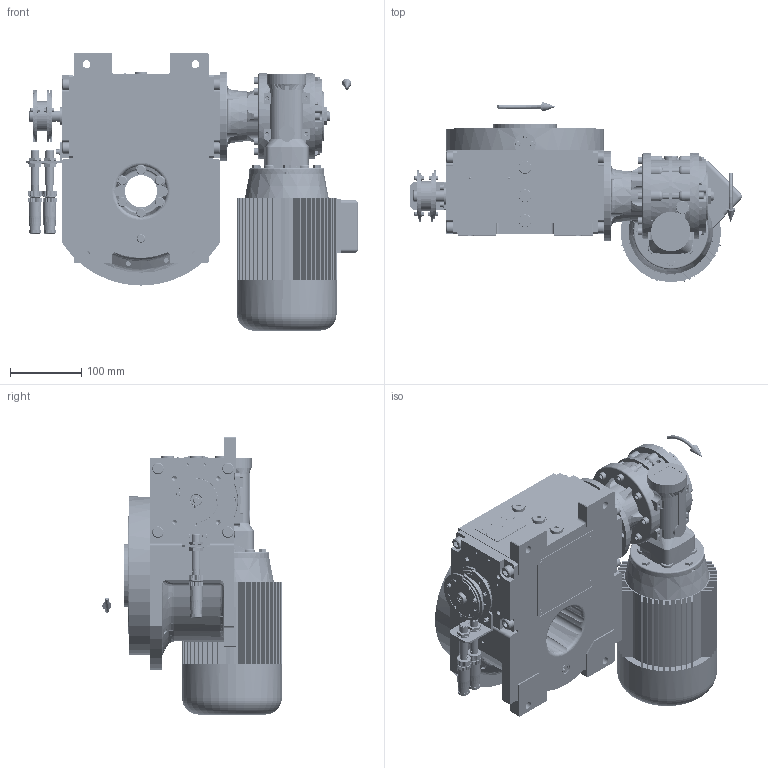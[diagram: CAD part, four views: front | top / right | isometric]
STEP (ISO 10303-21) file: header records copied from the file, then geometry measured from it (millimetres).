
FILE_DESCRIPTION (( 'STEP AP203' ), '1' );
FILE_NAME ('PC5201731.step', '2025-12-05T08:00:03', ( '' ), ( '' ), 'SwSTEP 2.0', 'SolidWorks 2020', '' );
FILE_SCHEMA (( 'CONFIG_CONTROL_DESIGN' ));
Length unit declared in the file: millimetre
Products named in the file (91): cfn2155_01_303; cfn2000_01_126; freccia_angolare; rig06_017; CFN2203_02_001.stp; rig06_016; AS_900_00_00_005; cfn2128_04_004; cfn2003_01_054; cfn2128_19_002; cfn2000_01_103; TN71B4B14; rig06_001_a; AS_cfn2476_01_002_60x46; rig06_005_n_01; CFN2223_01-570X6-B.stp; CFN2010_02_002.stp; AS_rig06_004; RIG06_005_ASM.stp; olio_agip_blasia_150; cfn2158_01_010; rig06_004; CFN2010_01_012.stp; cfn2115_01_005; cfn2151_01_090; cfn2401_02_005; RIG06_021_AF0.stp; AS_rig06_017; rig06_003_8; AS_rig06_002_bl_001; cfn2158_01_011; 900_00_00_005; cfn2000_01_161; cfn2107_01_001; cfn2070_05_005; cfn2205_01_013; PC5201731; rig06_004_s_001; cfn2151_01_109; cfn2276_01_074 ...
Assembly tree (87 placements, depth 5):
  CFN2203_02_001.stp
  CFN2223_01-570X6-B.stp
  olio_agip_blasia_150
  cfn2158_01_010
  CFN2010_01_012.stp
Bounding box: 464.73 x 251.26 x 388 mm (x, y, z)
Volume: 6358281.3 mm3; surface area: 1240758.2 mm2
Topology: 75 solids, 75 shells, 6355 faces, 16269 edges, 10314 vertices
Faces by surface type: plane 2985, cylinder 2129, cone 1026, torus 185, bspline 20, sphere 10
Entity records: 181719 total; most frequent: CARTESIAN_POINT 46875, DIRECTION 26306, ORIENTED_EDGE 26126, EDGE_CURVE 13063, AXIS2_PLACEMENT_3D 9589, VERTEX_POINT 8368, VECTOR 7128, LINE 7128
